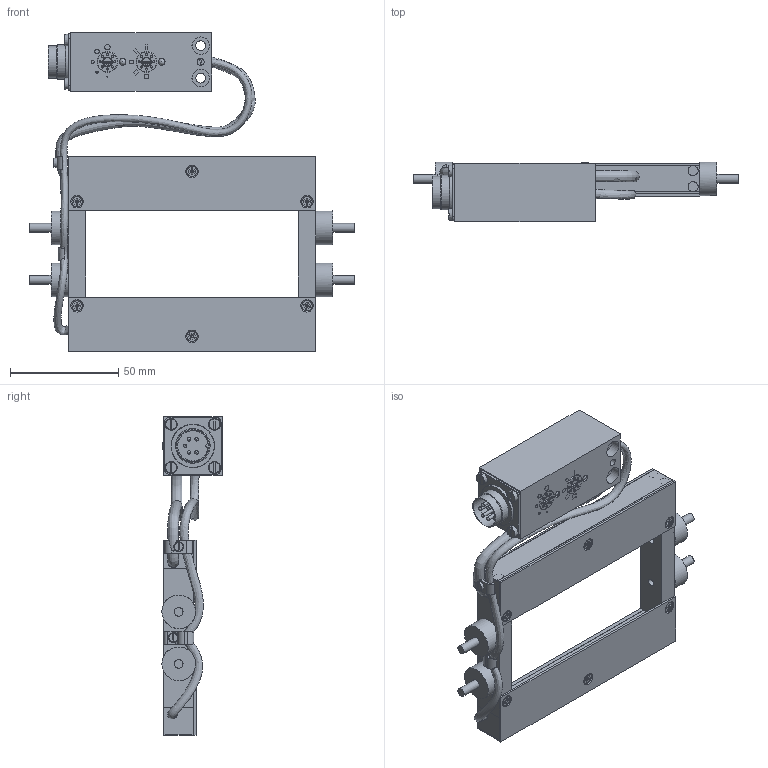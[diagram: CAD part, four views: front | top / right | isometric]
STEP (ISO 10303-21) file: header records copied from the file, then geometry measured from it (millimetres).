
FILE_DESCRIPTION(/* description */ (''),/* implementation_level */ '2;1');
FILE_NAME(/* name */ 'OHSI0305.stp',/* time_stamp */ '2016-10-07T13:51:01+02:00',/* author */ ('mitarbeiter'),/* organization */ (''),/* preprocessor_version */ 'ST-DEVELOPER v15.2',/* originating_system */ 'Autodesk Inventor 2014',/* authorisation */ '');
FILE_SCHEMA (('AUTOMOTIVE_DESIGN { 1 0 10303 214 3 1 1 }'));
Length unit declared in the file: millimetre
Products named in the file (1): OHSI0305
Bounding box: 150 x 27.75 x 147 mm (x, y, z)
Volume: 125515 mm3; surface area: 46753.7 mm2
Topology: 31 solids, 31 shells, 876 faces, 2164 edges, 1411 vertices
Faces by surface type: plane 486, cylinder 186, cone 153, torus 42, sphere 7, bspline 2
Full cylindrical faces by diameter (mm): 0.5 x1, 1 x17, 1.1 x1, 1.5 x1, 1.6 x5, 2 x1, 2.013 x12, 2.256 x2, 2.459 x6, 2.5 x15, 2.6 x6, 2.7 x1, 2.729 x4, 3.1 x2, 3.242 x6, 3.25 x4, 4 x6, 4.1 x2, 4.5 x10, 4.6 x6, 4.7 x6, 5.1 x1, 5.8 x1, 8 x2, 9.5 x2, 14.5 x1, 15 x1, 15.5 x4, 16 x2, 20 x1
Entity records: 28697 total; most frequent: CARTESIAN_POINT 9035, DIRECTION 3815, ORIENTED_EDGE 3638, EDGE_CURVE 1819, AXIS2_PLACEMENT_3D 1535, VERTEX_POINT 1280, EDGE_LOOP 1214, STYLED_ITEM 907
